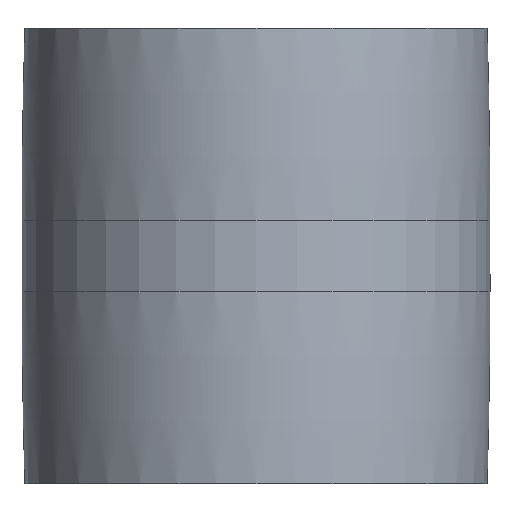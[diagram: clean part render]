
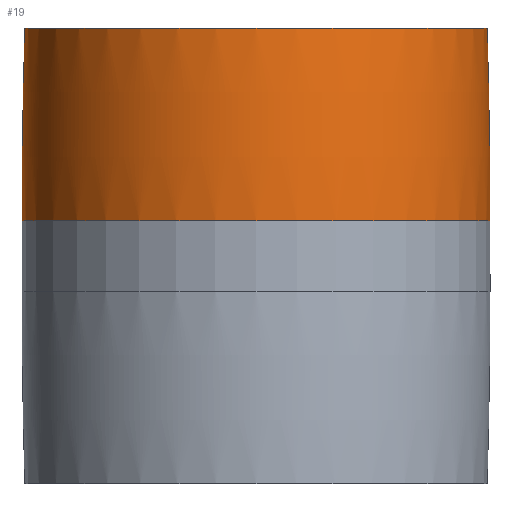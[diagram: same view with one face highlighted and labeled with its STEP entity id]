
A CAD part, front view. The second image highlights one B-rep face of the part: STEP entity #19.
In plain terms, the highlighted toroidal (fillet/blend) face has major radius 2263.38 mm and minor radius 2346.62 mm.
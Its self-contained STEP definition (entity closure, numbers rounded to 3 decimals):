
#12 = AXIS2_PLACEMENT_3D ( 'NONE', #652, #955, #276 ) ;
#19 = ADVANCED_FACE ( 'NONE', ( #577 ), #221, .T. ) ;
#23 = CARTESIAN_POINT ( 'NONE',  ( -82.25, 0., 81. ) ) ;
#27 = ORIENTED_EDGE ( 'NONE', *, *, #104, .F. ) ;
#71 = CARTESIAN_POINT ( 'NONE',  ( 0., 0., 12.5 ) ) ;
#104 = EDGE_CURVE ( 'NONE', #311, #767, #393, .T. ) ;
#111 = DIRECTION ( 'NONE',  ( 0., 0., -1. ) ) ;
#123 = CIRCLE ( 'NONE', #226, 2346.625 ) ;
#124 = CARTESIAN_POINT ( 'NONE',  ( -2263.375, 0., 12.5 ) ) ;
#143 = DIRECTION ( 'NONE',  ( 1., 0., 0. ) ) ;
#208 = EDGE_CURVE ( 'NONE', #419, #311, #530, .T. ) ;
#221 = TOROIDAL_SURFACE ( 'NONE', #281, -2263.375, 2346.625 ) ;
#226 = AXIS2_PLACEMENT_3D ( 'NONE', #124, #265, #111 ) ;
#263 = VERTEX_POINT ( 'NONE', #398 ) ;
#265 = DIRECTION ( 'NONE',  ( 0., -1., 0. ) ) ;
#276 = DIRECTION ( 'NONE',  ( 1., 0., 0. ) ) ;
#281 = AXIS2_PLACEMENT_3D ( 'NONE', #71, #367, #143 ) ;
#304 = ORIENTED_EDGE ( 'NONE', *, *, #208, .F. ) ;
#311 = VERTEX_POINT ( 'NONE', #23 ) ;
#346 = EDGE_LOOP ( 'NONE', ( #304, #702, #934, #27 ) ) ;
#367 = DIRECTION ( 'NONE',  ( 0., 0., 1. ) ) ;
#368 = DIRECTION ( 'NONE',  ( 1., 0., 0. ) ) ;
#393 = CIRCLE ( 'NONE', #12, 82.25 ) ;
#398 = CARTESIAN_POINT ( 'NONE',  ( 83.25, 0., 12.5 ) ) ;
#419 = VERTEX_POINT ( 'NONE', #842 ) ;
#452 = CIRCLE ( 'NONE', #914, 83.25 ) ;
#456 = EDGE_CURVE ( 'NONE', #419, #263, #452, .T. ) ;
#469 = DIRECTION ( 'NONE',  ( -1., 0., 0. ) ) ;
#481 = DIRECTION ( 'NONE',  ( 0., 1., 0. ) ) ;
#530 = CIRCLE ( 'NONE', #648, 2346.625 ) ;
#574 = EDGE_CURVE ( 'NONE', #263, #767, #123, .T. ) ;
#577 = FACE_OUTER_BOUND ( 'NONE', #346, .T. ) ;
#648 = AXIS2_PLACEMENT_3D ( 'NONE', #710, #481, #469 ) ;
#652 = CARTESIAN_POINT ( 'NONE',  ( 0., 0., 81. ) ) ;
#702 = ORIENTED_EDGE ( 'NONE', *, *, #456, .T. ) ;
#710 = CARTESIAN_POINT ( 'NONE',  ( 2263.375, 0., 12.5 ) ) ;
#719 = CARTESIAN_POINT ( 'NONE',  ( 82.25, 0., 81. ) ) ;
#767 = VERTEX_POINT ( 'NONE', #719 ) ;
#842 = CARTESIAN_POINT ( 'NONE',  ( -83.25, 0., 12.5 ) ) ;
#888 = CARTESIAN_POINT ( 'NONE',  ( 0., 0., 12.5 ) ) ;
#905 = DIRECTION ( 'NONE',  ( 0., 0., 1. ) ) ;
#914 = AXIS2_PLACEMENT_3D ( 'NONE', #888, #905, #368 ) ;
#934 = ORIENTED_EDGE ( 'NONE', *, *, #574, .T. ) ;
#955 = DIRECTION ( 'NONE',  ( 0., 0., 1. ) ) ;
